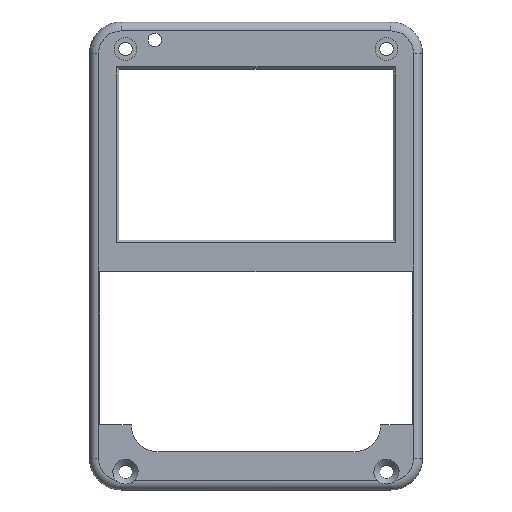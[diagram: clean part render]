
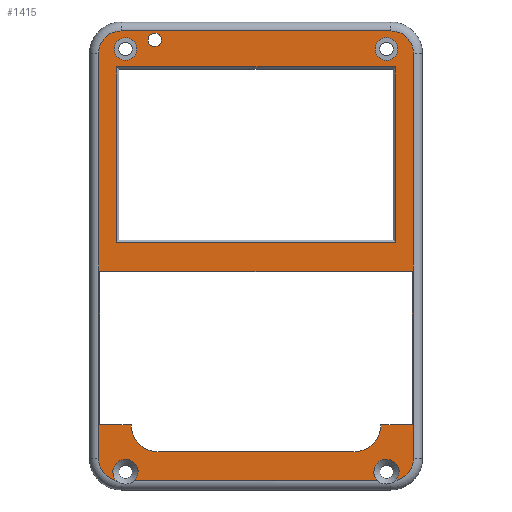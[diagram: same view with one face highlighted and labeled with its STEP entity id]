
A CAD part, top view. The second image highlights one B-rep face of the part: STEP entity #1415.
In plain terms, the highlighted planar face has unit normal (0, 0, 1).
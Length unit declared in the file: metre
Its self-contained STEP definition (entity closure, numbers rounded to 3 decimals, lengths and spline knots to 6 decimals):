
#78=LINE('',#2190,#234);
#79=LINE('',#2193,#235);
#80=LINE('',#2195,#236);
#81=LINE('',#2197,#237);
#82=LINE('',#2198,#238);
#83=LINE('',#2205,#239);
#84=LINE('',#2209,#240);
#85=LINE('',#2213,#241);
#86=LINE('',#2220,#242);
#87=LINE('',#2223,#243);
#88=LINE('',#2225,#244);
#89=LINE('',#2229,#245);
#90=LINE('',#2233,#246);
#91=LINE('',#2235,#247);
#234=VECTOR('',#1749,1.);
#235=VECTOR('',#1750,1.);
#236=VECTOR('',#1751,1.);
#237=VECTOR('',#1752,1.);
#238=VECTOR('',#1753,1.);
#239=VECTOR('',#1758,1.);
#240=VECTOR('',#1761,1.);
#241=VECTOR('',#1764,1.);
#242=VECTOR('',#1771,1.);
#243=VECTOR('',#1772,1.);
#244=VECTOR('',#1773,1.);
#245=VECTOR('',#1776,1.);
#246=VECTOR('',#1779,1.);
#247=VECTOR('',#1780,1.);
#343=PLANE('',#1529);
#476=ORIENTED_EDGE('',*,*,#868,.F.);
#477=ORIENTED_EDGE('',*,*,#869,.F.);
#478=ORIENTED_EDGE('',*,*,#870,.T.);
#479=ORIENTED_EDGE('',*,*,#871,.T.);
#480=ORIENTED_EDGE('',*,*,#872,.T.);
#481=ORIENTED_EDGE('',*,*,#873,.T.);
#482=ORIENTED_EDGE('',*,*,#874,.T.);
#483=ORIENTED_EDGE('',*,*,#875,.T.);
#484=ORIENTED_EDGE('',*,*,#876,.T.);
#485=ORIENTED_EDGE('',*,*,#877,.T.);
#486=ORIENTED_EDGE('',*,*,#878,.T.);
#487=ORIENTED_EDGE('',*,*,#879,.T.);
#488=ORIENTED_EDGE('',*,*,#880,.T.);
#489=ORIENTED_EDGE('',*,*,#881,.T.);
#490=ORIENTED_EDGE('',*,*,#882,.T.);
#491=ORIENTED_EDGE('',*,*,#883,.T.);
#492=ORIENTED_EDGE('',*,*,#884,.F.);
#493=ORIENTED_EDGE('',*,*,#885,.T.);
#494=ORIENTED_EDGE('',*,*,#886,.T.);
#495=ORIENTED_EDGE('',*,*,#887,.T.);
#496=ORIENTED_EDGE('',*,*,#888,.F.);
#497=ORIENTED_EDGE('',*,*,#889,.F.);
#498=ORIENTED_EDGE('',*,*,#890,.F.);
#499=ORIENTED_EDGE('',*,*,#891,.F.);
#500=ORIENTED_EDGE('',*,*,#892,.F.);
#868=EDGE_CURVE('',#1060,#1060,#1138,.T.);
#869=EDGE_CURVE('',#1061,#1061,#1139,.T.);
#870=EDGE_CURVE('',#1062,#1063,#78,.T.);
#871=EDGE_CURVE('',#1063,#1064,#79,.T.);
#872=EDGE_CURVE('',#1064,#1065,#80,.T.);
#873=EDGE_CURVE('',#1065,#1062,#81,.T.);
#874=EDGE_CURVE('',#1066,#1067,#82,.F.);
#875=EDGE_CURVE('',#1067,#1068,#1140,.F.);
#876=EDGE_CURVE('',#1068,#1069,#1141,.T.);
#877=EDGE_CURVE('',#1069,#1070,#83,.T.);
#878=EDGE_CURVE('',#1070,#1071,#1142,.T.);
#879=EDGE_CURVE('',#1071,#1072,#84,.T.);
#880=EDGE_CURVE('',#1072,#1073,#1143,.T.);
#881=EDGE_CURVE('',#1073,#1074,#85,.F.);
#882=EDGE_CURVE('',#1074,#1075,#1144,.T.);
#883=EDGE_CURVE('',#1075,#1066,#1145,.F.);
#884=EDGE_CURVE('',#1076,#1076,#1146,.T.);
#885=EDGE_CURVE('',#1077,#1078,#86,.T.);
#886=EDGE_CURVE('',#1078,#1079,#87,.T.);
#887=EDGE_CURVE('',#1079,#1080,#88,.T.);
#888=EDGE_CURVE('',#1081,#1080,#1147,.T.);
#889=EDGE_CURVE('',#1082,#1081,#89,.T.);
#890=EDGE_CURVE('',#1083,#1082,#1148,.T.);
#891=EDGE_CURVE('',#1084,#1083,#90,.T.);
#892=EDGE_CURVE('',#1077,#1084,#91,.T.);
#1060=VERTEX_POINT('',#2187);
#1061=VERTEX_POINT('',#2189);
#1062=VERTEX_POINT('',#2191);
#1063=VERTEX_POINT('',#2192);
#1064=VERTEX_POINT('',#2194);
#1065=VERTEX_POINT('',#2196);
#1066=VERTEX_POINT('',#2199);
#1067=VERTEX_POINT('',#2200);
#1068=VERTEX_POINT('',#2202);
#1069=VERTEX_POINT('',#2204);
#1070=VERTEX_POINT('',#2206);
#1071=VERTEX_POINT('',#2208);
#1072=VERTEX_POINT('',#2210);
#1073=VERTEX_POINT('',#2212);
#1074=VERTEX_POINT('',#2214);
#1075=VERTEX_POINT('',#2216);
#1076=VERTEX_POINT('',#2219);
#1077=VERTEX_POINT('',#2221);
#1078=VERTEX_POINT('',#2222);
#1079=VERTEX_POINT('',#2224);
#1080=VERTEX_POINT('',#2226);
#1081=VERTEX_POINT('',#2228);
#1082=VERTEX_POINT('',#2230);
#1083=VERTEX_POINT('',#2232);
#1084=VERTEX_POINT('',#2234);
#1138=CIRCLE('',#1530,0.0025);
#1139=CIRCLE('',#1531,0.0025);
#1140=CIRCLE('',#1532,0.0028);
#1141=CIRCLE('',#1533,0.005);
#1142=CIRCLE('',#1534,0.005);
#1143=CIRCLE('',#1535,0.005);
#1144=CIRCLE('',#1536,0.005);
#1145=CIRCLE('',#1537,0.0028);
#1146=CIRCLE('',#1538,0.0015);
#1147=CIRCLE('',#1539,0.006);
#1148=CIRCLE('',#1540,0.006);
#1183=EDGE_LOOP('',(#476));
#1184=EDGE_LOOP('',(#477));
#1185=EDGE_LOOP('',(#478,#479,#480,#481));
#1186=EDGE_LOOP('',(#482,#483,#484,#485,#486,#487,#488,#489,#490,#491));
#1187=EDGE_LOOP('',(#492));
#1188=EDGE_LOOP('',(#493,#494,#495,#496,#497,#498,#499,#500));
#1293=FACE_BOUND('',#1183,.T.);
#1294=FACE_BOUND('',#1184,.T.);
#1295=FACE_BOUND('',#1185,.T.);
#1296=FACE_BOUND('',#1186,.T.);
#1297=FACE_BOUND('',#1187,.T.);
#1298=FACE_BOUND('',#1188,.T.);
#1415=ADVANCED_FACE('',(#1293,#1294,#1295,#1296,#1297,#1298),#343,.T.);
#1529=AXIS2_PLACEMENT_3D('',#2185,#1743,#1744);
#1530=AXIS2_PLACEMENT_3D('',#2186,#1745,#1746);
#1531=AXIS2_PLACEMENT_3D('',#2188,#1747,#1748);
#1532=AXIS2_PLACEMENT_3D('',#2201,#1754,#1755);
#1533=AXIS2_PLACEMENT_3D('',#2203,#1756,#1757);
#1534=AXIS2_PLACEMENT_3D('',#2207,#1759,#1760);
#1535=AXIS2_PLACEMENT_3D('',#2211,#1762,#1763);
#1536=AXIS2_PLACEMENT_3D('',#2215,#1765,#1766);
#1537=AXIS2_PLACEMENT_3D('',#2217,#1767,#1768);
#1538=AXIS2_PLACEMENT_3D('',#2218,#1769,#1770);
#1539=AXIS2_PLACEMENT_3D('',#2227,#1774,#1775);
#1540=AXIS2_PLACEMENT_3D('',#2231,#1777,#1778);
#1743=DIRECTION('',(0.,0.,1.));
#1744=DIRECTION('',(1.,0.,0.));
#1745=DIRECTION('',(0.,0.,1.));
#1746=DIRECTION('',(1.,0.,0.));
#1747=DIRECTION('',(0.,0.,1.));
#1748=DIRECTION('',(1.,0.,0.));
#1749=DIRECTION('',(1.,0.,0.));
#1750=DIRECTION('',(0.,-1.,0.));
#1751=DIRECTION('',(-1.,0.,0.));
#1752=DIRECTION('',(0.,1.,0.));
#1753=DIRECTION('',(-1.,0.,0.));
#1754=DIRECTION('',(0.,0.,1.));
#1755=DIRECTION('',(1.,0.,0.));
#1756=DIRECTION('',(0.,0.,1.));
#1757=DIRECTION('',(1.,0.,0.));
#1758=DIRECTION('',(0.,1.,0.));
#1759=DIRECTION('',(0.,0.,1.));
#1760=DIRECTION('',(1.,0.,0.));
#1761=DIRECTION('',(-1.,0.,0.));
#1762=DIRECTION('',(0.,0.,1.));
#1763=DIRECTION('',(1.,0.,0.));
#1764=DIRECTION('',(0.,1.,0.));
#1765=DIRECTION('',(0.,0.,1.));
#1766=DIRECTION('',(1.,0.,0.));
#1767=DIRECTION('',(0.,0.,1.));
#1768=DIRECTION('',(1.,0.,0.));
#1769=DIRECTION('',(0.,0.,1.));
#1770=DIRECTION('',(1.,0.,0.));
#1771=DIRECTION('',(1.,0.,0.));
#1772=DIRECTION('',(0.,-1.,0.));
#1773=DIRECTION('',(-1.,0.,0.));
#1774=DIRECTION('',(0.,0.,1.));
#1775=DIRECTION('',(1.,0.,0.));
#1776=DIRECTION('',(1.,0.,0.));
#1777=DIRECTION('',(0.,0.,1.));
#1778=DIRECTION('',(1.,0.,0.));
#1779=DIRECTION('',(1.,0.,0.));
#1780=DIRECTION('',(0.,-1.,0.));
#2185=CARTESIAN_POINT('',(-0.037,0.052,0.004));
#2186=CARTESIAN_POINT('',(-0.008,0.098,0.004));
#2187=CARTESIAN_POINT('',(-0.0055,0.098,0.004));
#2188=CARTESIAN_POINT('',(-0.066,0.098,0.004));
#2189=CARTESIAN_POINT('',(-0.0635,0.098,0.004));
#2190=CARTESIAN_POINT('',(-0.037,0.094,0.004));
#2191=CARTESIAN_POINT('',(-0.068,0.094,0.004));
#2192=CARTESIAN_POINT('',(-0.006,0.094,0.004));
#2193=CARTESIAN_POINT('',(-0.006,0.052,0.004));
#2194=CARTESIAN_POINT('',(-0.006,0.055,0.004));
#2195=CARTESIAN_POINT('',(-0.0675,0.055,0.004));
#2196=CARTESIAN_POINT('',(-0.068,0.055,0.004));
#2197=CARTESIAN_POINT('',(-0.068,0.0935,0.004));
#2198=CARTESIAN_POINT('',(-0.037,0.002,0.004));
#2199=CARTESIAN_POINT('',(-0.06404,0.002,0.004));
#2200=CARTESIAN_POINT('',(-0.00996,0.002,0.004));
#2201=CARTESIAN_POINT('',(-0.008,0.004,0.004));
#2202=CARTESIAN_POINT('',(-0.005928,0.002116,0.004));
#2203=CARTESIAN_POINT('',(-0.007,0.007,0.004));
#2204=CARTESIAN_POINT('',(-0.002,0.007,0.004));
#2205=CARTESIAN_POINT('',(-0.002,0.097,0.004));
#2206=CARTESIAN_POINT('',(-0.002,0.097,0.004));
#2207=CARTESIAN_POINT('',(-0.007,0.097,0.004));
#2208=CARTESIAN_POINT('',(-0.007,0.102,0.004));
#2209=CARTESIAN_POINT('',(-0.067,0.102,0.004));
#2210=CARTESIAN_POINT('',(-0.067,0.102,0.004));
#2211=CARTESIAN_POINT('',(-0.067,0.097,0.004));
#2212=CARTESIAN_POINT('',(-0.072,0.097,0.004));
#2213=CARTESIAN_POINT('',(-0.072,0.052,0.004));
#2214=CARTESIAN_POINT('',(-0.072,0.007,0.004));
#2215=CARTESIAN_POINT('',(-0.067,0.007,0.004));
#2216=CARTESIAN_POINT('',(-0.068072,0.002116,0.004));
#2217=CARTESIAN_POINT('',(-0.066,0.004,0.004));
#2218=CARTESIAN_POINT('',(-0.0595,0.1,0.004));
#2219=CARTESIAN_POINT('',(-0.058,0.1,0.004));
#2220=CARTESIAN_POINT('',(-0.037,0.0485,0.004));
#2221=CARTESIAN_POINT('',(-0.07175,0.0485,0.004));
#2222=CARTESIAN_POINT('',(-0.00225,0.0485,0.004));
#2223=CARTESIAN_POINT('',(-0.00225,0.0315,0.004));
#2224=CARTESIAN_POINT('',(-0.00225,0.0145,0.004));
#2225=CARTESIAN_POINT('',(-0.00575,0.0145,0.004));
#2226=CARTESIAN_POINT('',(-0.00925,0.0145,0.004));
#2227=CARTESIAN_POINT('',(-0.01525,0.0145,0.004));
#2228=CARTESIAN_POINT('',(-0.01525,0.0085,0.004));
#2229=CARTESIAN_POINT('',(-0.037,0.0085,0.004));
#2230=CARTESIAN_POINT('',(-0.05875,0.0085,0.004));
#2231=CARTESIAN_POINT('',(-0.05875,0.0145,0.004));
#2232=CARTESIAN_POINT('',(-0.06475,0.0145,0.004));
#2233=CARTESIAN_POINT('',(-0.06825,0.0145,0.004));
#2234=CARTESIAN_POINT('',(-0.07175,0.0145,0.004));
#2235=CARTESIAN_POINT('',(-0.07175,0.0315,0.004));
